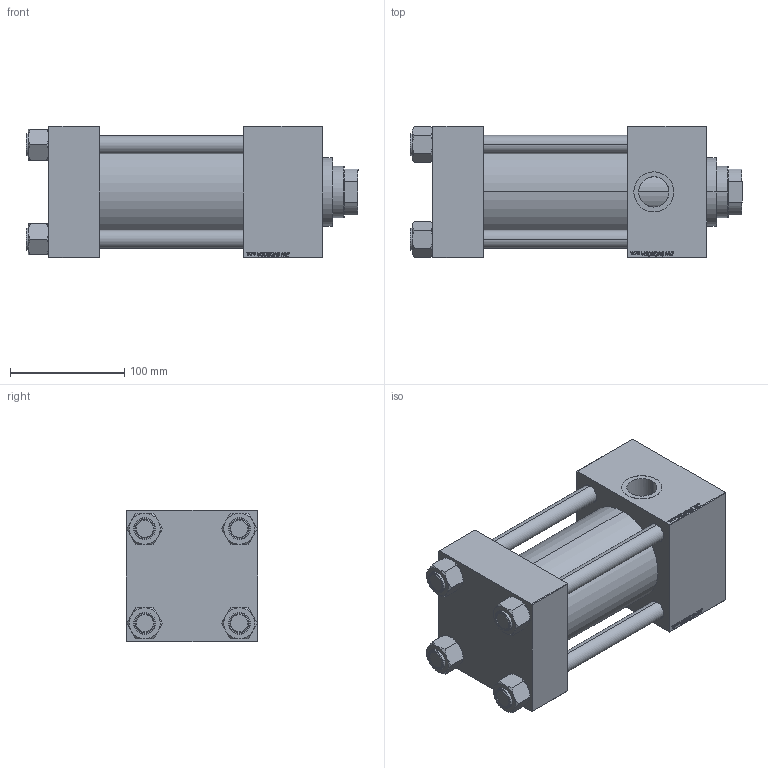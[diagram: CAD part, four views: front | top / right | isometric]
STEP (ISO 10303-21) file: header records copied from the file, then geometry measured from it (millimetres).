
FILE_DESCRIPTION (( 'STEP AP203' ), '1' );
FILE_NAME ('98de.STEP', '2025-06-09T10:51:14', ( '' ), ( '' ), 'SwSTEP 2.0', 'SolidWorks 2019', '' );
FILE_SCHEMA (( 'CONFIG_CONTROL_DESIGN' ));
Length unit declared in the file: millimetre
Products named in the file (6): V215CD_C_TYCINKA 5a3d6e7a77f5f8a9c34335dc4beacc83; V215CD_VC_C 5a3d6e7a77f5f8a9c34335dc4beacc83; 98de; V215CD_Body_C 5a3d6e7a77f5f8a9c34335dc4beacc83; V215CD_VCP_C 5a3d6e7a77f5f8a9c34335dc4beacc83; NUT_M5_V215CD_C 5a3d6e7a77f5f8a9c34335dc4beacc83
Assembly tree (11 placements, depth 2):
  98de
    V215CD_Body_C 5a3d6e7a77f5f8a9c34335dc4beacc83
    V215CD_VC_C 5a3d6e7a77f5f8a9c34335dc4beacc83
    V215CD_VCP_C 5a3d6e7a77f5f8a9c34335dc4beacc83
    V215CD_C_TYCINKA 5a3d6e7a77f5f8a9c34335dc4beacc83  x4
    NUT_M5_V215CD_C 5a3d6e7a77f5f8a9c34335dc4beacc83  x4
Bounding box: 290 x 115 x 115 mm (x, y, z)
Volume: 2009937.9 mm3; surface area: 325720.9 mm2
Topology: 11 solids, 11 shells, 1197 faces, 3025 edges, 1967 vertices
Faces by surface type: plane 574, bspline 392, cone 136, cylinder 87, torus 8
Entity records: 50667 total; most frequent: CARTESIAN_POINT 27212, ORIENTED_EDGE 5314, DIRECTION 3379, EDGE_CURVE 2657, VERTEX_POINT 1745, VECTOR 1615, LINE 1615, EDGE_LOOP 1170
